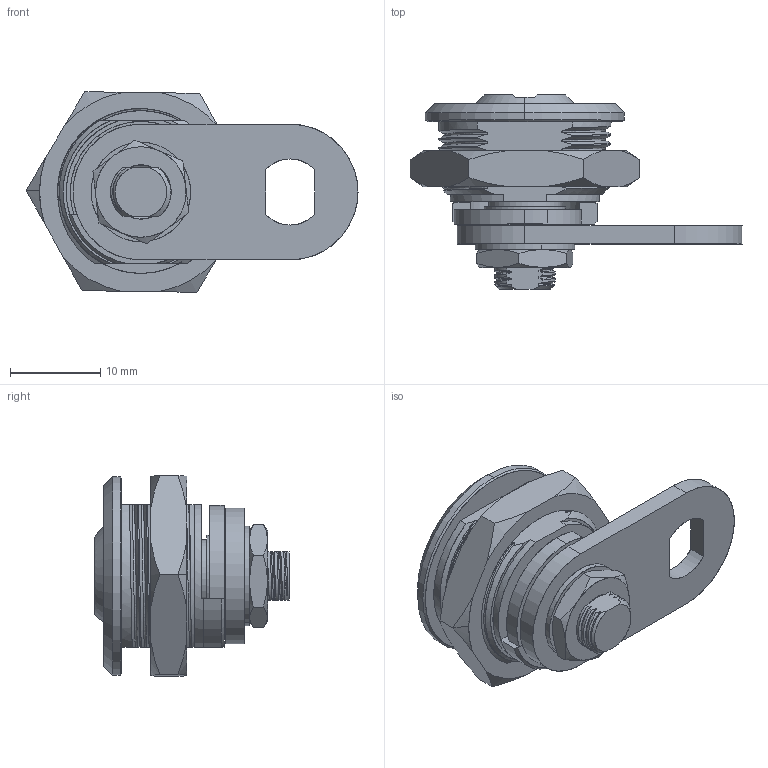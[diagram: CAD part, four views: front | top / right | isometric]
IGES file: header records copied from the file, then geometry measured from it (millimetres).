
Start section: SolidWorks IGES file using analytic representation for surfaces
Global section: file name: C15 KA-108B.IGS,15; native system: HSolidWorks 2011; preprocessor: SolidWorks 2011; author: Userjkg6; date: 161215.160843; units: millimetre
Bounding box: 36.71 x 21.5 x 22.18 mm (x, y, z)
Surface area: 4458.8 mm2 (no closed solid volume)
Topology: 0 solids, 0 shells, 354 faces, 5174 edges, 5174 vertices
Faces by surface type: bspline 205, revolution 149
